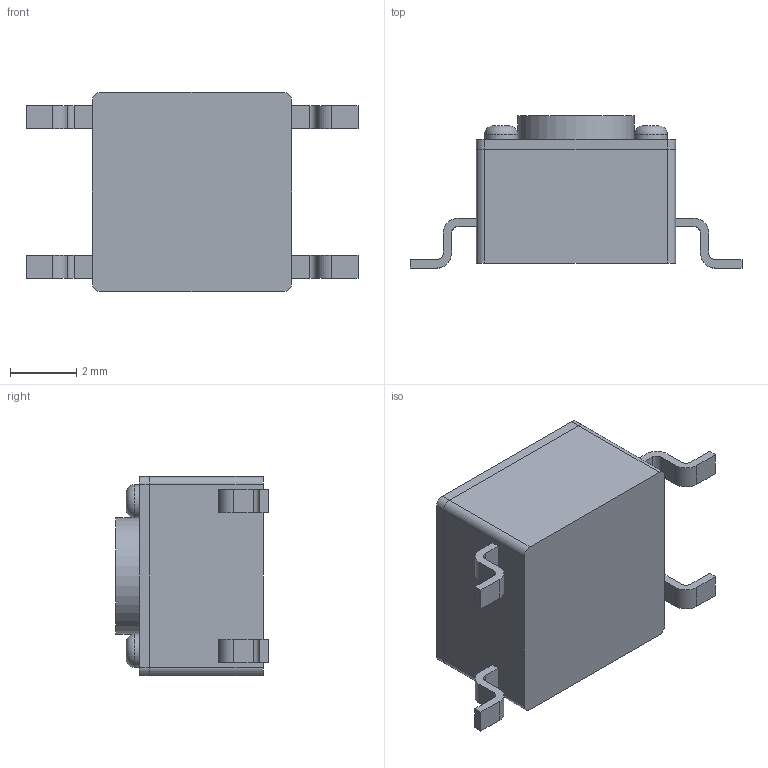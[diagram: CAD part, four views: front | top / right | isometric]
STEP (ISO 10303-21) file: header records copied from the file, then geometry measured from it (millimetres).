
FILE_DESCRIPTION(('FreeCAD Model'),'2;1');
FILE_NAME('Open CASCADE Shape Model','2025-04-01T21:07:39',(''),(''), 'Open CASCADE STEP processor 7.8','FreeCAD','Unknown');
FILE_SCHEMA(('AUTOMOTIVE_DESIGN { 1 0 10303 214 1 1 1 1 }'));
Length unit declared in the file: millimetre
Products named in the file (8): __1437565_8; Body; Body001; Body002; Body003 (Mirror #1); Body003 (Mirror #3); Body003; Body003 (Mirror #2)
Assembly tree (7 placements, depth 2):
  __1437565_8
    Body
    Body001
    Body002
    Body003 (Mirror #1)
    Body003 (Mirror #3)
    Body003
    Body003 (Mirror #2)
Bounding box: 10 x 4.59 x 6 mm (x, y, z)
Volume: 144.1 mm3; surface area: 287.6 mm2
Topology: 7 solids, 7 shells, 95 faces, 227 edges, 150 vertices
Faces by surface type: plane 58, cylinder 33, torus 4
Full cylindrical faces by diameter (mm): 1 x8, 3.5 x1
Entity records: 2977 total; most frequent: DIRECTION 507, CARTESIAN_POINT 480, ORIENTED_EDGE 454, EDGE_CURVE 227, AXIS2_PLACEMENT_3D 177, LINE 153, VECTOR 153, VERTEX_POINT 150
